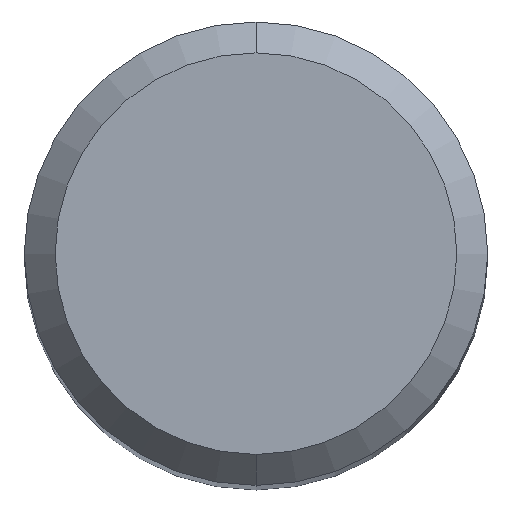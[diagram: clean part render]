
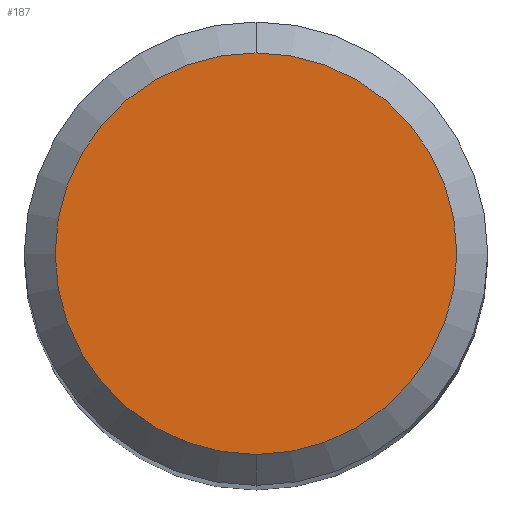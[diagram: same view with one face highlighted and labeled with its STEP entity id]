
A CAD part, top view. The second image highlights one B-rep face of the part: STEP entity #187.
In plain terms, the highlighted planar face has unit normal (0, 0, 1).
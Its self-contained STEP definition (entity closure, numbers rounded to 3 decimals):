
#147=VERTEX_POINT('',#305);
#149=VERTEX_POINT('',#307);
#165=EDGE_CURVE('',#147,#149,#324,.T.);
#167=EDGE_CURVE('',#149,#147,#326,.T.);
#187=ADVANCED_FACE('',(#349),#350,.T.);
#305=CARTESIAN_POINT('',(0.0,2.6,0.0));
#307=CARTESIAN_POINT('',(0.,-2.6,0.0));
#324=CIRCLE('',#506,2.6);
#326=CIRCLE('',#509,2.6);
#349=FACE_OUTER_BOUND('',#538,.T.);
#350=PLANE('',#539);
#506=AXIS2_PLACEMENT_3D('',#689,#690,#691);
#509=AXIS2_PLACEMENT_3D('',#692,#693,#694);
#538=EDGE_LOOP('',(#728,#729));
#539=AXIS2_PLACEMENT_3D('',#730,#731,#732);
#689=CARTESIAN_POINT('',(0.0,0.0,0.0));
#690=DIRECTION('',(0.0,0.0,-1.0));
#691=DIRECTION('',(0.0,1.0,0.0));
#692=CARTESIAN_POINT('',(0.0,0.0,0.0));
#693=DIRECTION('',(0.0,0.0,-1.0));
#694=DIRECTION('',(0.0,1.0,0.0));
#728=ORIENTED_EDGE('',*,*,#165,.F.);
#729=ORIENTED_EDGE('',*,*,#167,.F.);
#730=CARTESIAN_POINT('',(0.0,1.3,0.0));
#731=DIRECTION('',(-0.0,0.0,1.0));
#732=DIRECTION('',(0.0,-1.0,0.0));
